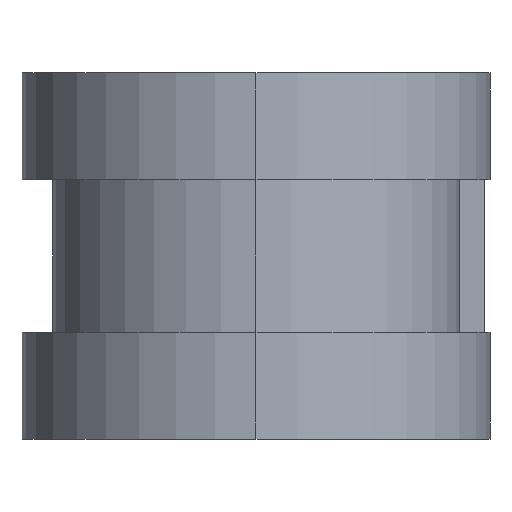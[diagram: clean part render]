
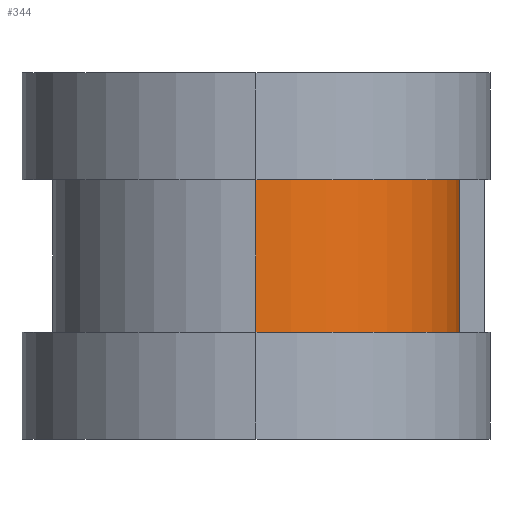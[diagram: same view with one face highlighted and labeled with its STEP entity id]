
A CAD part, left-side view. The second image highlights one B-rep face of the part: STEP entity #344.
In plain terms, the highlighted cylindrical face has radius 8 mm (diameter 16 mm), a partial arc.
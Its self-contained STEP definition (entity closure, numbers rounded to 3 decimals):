
#11 = AXIS2_PLACEMENT_3D ( 'NONE', #1030, #667, #873 ) ;
#91 = LINE ( 'NONE', #831, #736 ) ;
#92 = ORIENTED_EDGE ( 'NONE', *, *, #1483, .F. ) ;
#207 = VERTEX_POINT ( 'NONE', #1344 ) ;
#268 = CYLINDRICAL_SURFACE ( 'NONE', #11, 8. ) ;
#336 = DIRECTION ( 'NONE',  ( 0., 0., -1. ) ) ;
#344 = ADVANCED_FACE ( 'NONE', ( #641 ), #268, .T. ) ;
#381 = CARTESIAN_POINT ( 'NONE',  ( -8., 7.5, 6. ) ) ;
#391 = DIRECTION ( 'NONE',  ( 0., -1., 0. ) ) ;
#465 = EDGE_CURVE ( 'NONE', #669, #955, #1314, .T. ) ;
#539 = AXIS2_PLACEMENT_3D ( 'NONE', #587, #1343, #391 ) ;
#587 = CARTESIAN_POINT ( 'NONE',  ( 0., 7.5, -3. ) ) ;
#613 = DIRECTION ( 'NONE',  ( 0., 0., -1. ) ) ;
#621 = EDGE_CURVE ( 'NONE', #955, #1521, #1101, .T. ) ;
#641 = FACE_OUTER_BOUND ( 'NONE', #1305, .T. ) ;
#667 = DIRECTION ( 'NONE',  ( 0., 0., -1. ) ) ;
#669 = VERTEX_POINT ( 'NONE', #998 ) ;
#736 = VECTOR ( 'NONE', #336, 1000. ) ;
#810 = ORIENTED_EDGE ( 'NONE', *, *, #621, .T. ) ;
#831 = CARTESIAN_POINT ( 'NONE',  ( 0., -0.5, 6. ) ) ;
#873 = DIRECTION ( 'NONE',  ( -1., 0., 0. ) ) ;
#955 = VERTEX_POINT ( 'NONE', #1177 ) ;
#980 = EDGE_CURVE ( 'NONE', #669, #207, #91, .T. ) ;
#998 = CARTESIAN_POINT ( 'NONE',  ( 0., -0.5, 3. ) ) ;
#1016 = CARTESIAN_POINT ( 'NONE',  ( 0., 7.5, 3. ) ) ;
#1030 = CARTESIAN_POINT ( 'NONE',  ( 0., 7.5, 6. ) ) ;
#1093 = CIRCLE ( 'NONE', #539, 8. ) ;
#1101 = LINE ( 'NONE', #381, #1361 ) ;
#1108 = AXIS2_PLACEMENT_3D ( 'NONE', #1016, #1377, #1115 ) ;
#1115 = DIRECTION ( 'NONE',  ( 0., -1., 0. ) ) ;
#1177 = CARTESIAN_POINT ( 'NONE',  ( -8., 7.5, 3. ) ) ;
#1305 = EDGE_LOOP ( 'NONE', ( #1506, #810, #92, #1558 ) ) ;
#1314 = CIRCLE ( 'NONE', #1108, 8. ) ;
#1343 = DIRECTION ( 'NONE',  ( 0., 0., -1. ) ) ;
#1344 = CARTESIAN_POINT ( 'NONE',  ( 0., -0.5, -3. ) ) ;
#1361 = VECTOR ( 'NONE', #613, 1000. ) ;
#1377 = DIRECTION ( 'NONE',  ( 0., 0., -1. ) ) ;
#1476 = CARTESIAN_POINT ( 'NONE',  ( -8., 7.5, -3. ) ) ;
#1483 = EDGE_CURVE ( 'NONE', #207, #1521, #1093, .T. ) ;
#1506 = ORIENTED_EDGE ( 'NONE', *, *, #465, .T. ) ;
#1521 = VERTEX_POINT ( 'NONE', #1476 ) ;
#1558 = ORIENTED_EDGE ( 'NONE', *, *, #980, .F. ) ;
